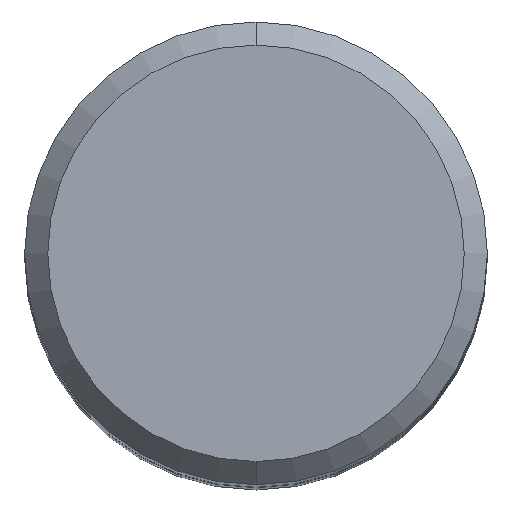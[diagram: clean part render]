
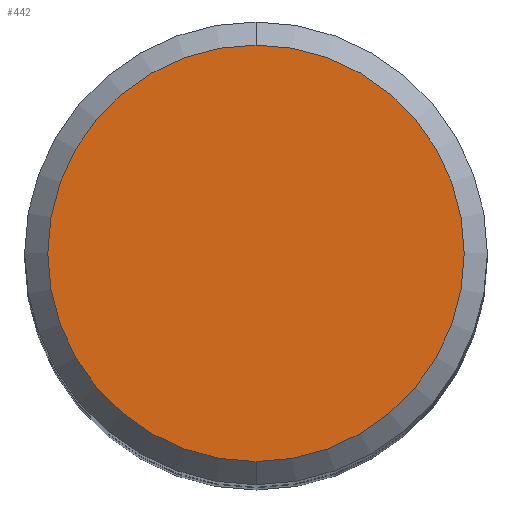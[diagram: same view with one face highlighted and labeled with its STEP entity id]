
A CAD part, top view. The second image highlights one B-rep face of the part: STEP entity #442.
In plain terms, the highlighted planar face has unit normal (0, 0, 1).
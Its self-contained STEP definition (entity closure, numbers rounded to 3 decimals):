
#212=EDGE_CURVE('',#348,#256,#578,.T.);
#256=VERTEX_POINT('',#624);
#348=VERTEX_POINT('',#733);
#358=EDGE_CURVE('',#256,#348,#743,.T.);
#442=ADVANCED_FACE('',(#835),#836,.T.);
#578=CIRCLE('',#977,7.2);
#624=CARTESIAN_POINT('',(0.0,7.2,0.));
#733=CARTESIAN_POINT('',(0.,-7.2,0.));
#743=CIRCLE('',#1353,7.2);
#835=FACE_OUTER_BOUND('',#1500,.T.);
#836=PLANE('',#1501);
#977=AXIS2_PLACEMENT_3D('',#1761,#1762,#1763);
#1353=AXIS2_PLACEMENT_3D('',#1964,#1965,#1966);
#1500=EDGE_LOOP('',(#2064,#2065));
#1501=AXIS2_PLACEMENT_3D('',#2066,#2067,#2068);
#1761=CARTESIAN_POINT('',(0.0,0.0,0.));
#1762=DIRECTION('',(0.0,0.0,-1.0));
#1763=DIRECTION('',(0.0,1.0,0.0));
#1964=CARTESIAN_POINT('',(0.0,0.0,0.));
#1965=DIRECTION('',(0.0,0.0,-1.0));
#1966=DIRECTION('',(0.0,1.0,0.0));
#2064=ORIENTED_EDGE('',*,*,#358,.F.);
#2065=ORIENTED_EDGE('',*,*,#212,.F.);
#2066=CARTESIAN_POINT('',(0.0,3.6,0.));
#2067=DIRECTION('',(-0.0,0.0,1.0));
#2068=DIRECTION('',(0.0,-1.0,0.0));
